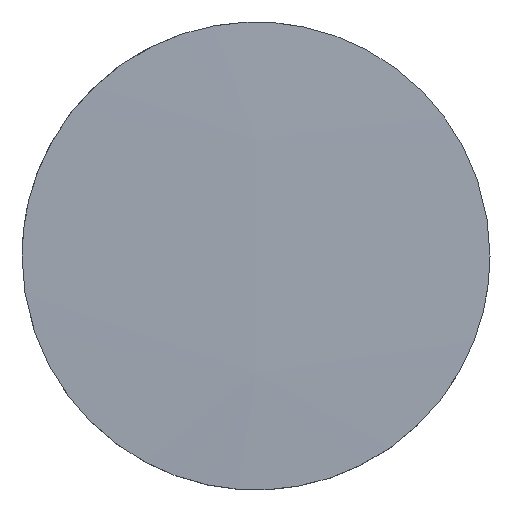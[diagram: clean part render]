
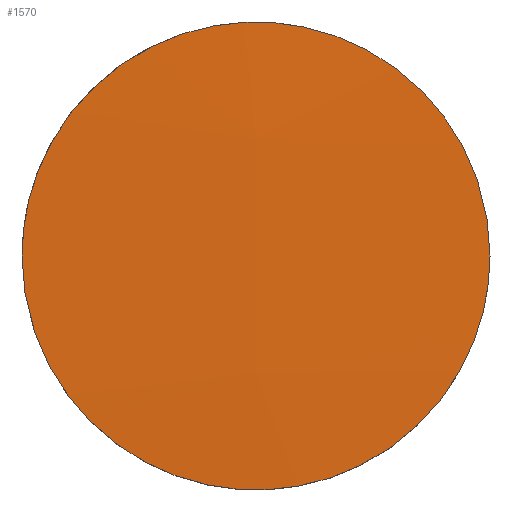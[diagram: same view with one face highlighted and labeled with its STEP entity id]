
A CAD part, top view. The second image highlights one B-rep face of the part: STEP entity #1570.
In plain terms, the highlighted spherical face has radius 577.63 mm.
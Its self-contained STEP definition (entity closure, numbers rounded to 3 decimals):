
#190 = CARTESIAN_POINT ('', (-19.05, 0., 8.586));
#200 = VERTEX_POINT ('', #190);
#260 = CARTESIAN_POINT ('', (19.05, 0., 8.586));
#270 = VERTEX_POINT ('', #260);
#280 = CARTESIAN_POINT ('', (19.05, 0., 8.586));
#290 = CARTESIAN_POINT ('', (19.05, 19.05, 8.586));
#300 = CARTESIAN_POINT ('', (0., 19.05, 8.586));
#310 = CARTESIAN_POINT ('', (-19.05, 19.05, 8.586));
#320 = CARTESIAN_POINT ('', (-19.05, 0., 8.586));
#330 = (
   BOUNDED_CURVE ()
   B_SPLINE_CURVE (2, (#280, #290, #300, #310, #320), .UNSPECIFIED., .F., .U.)
   B_SPLINE_CURVE_WITH_KNOTS ((3, 2, 3), (0., 1.571, 3.142), .UNSPECIFIED.)
   CURVE ()
   GEOMETRIC_REPRESENTATION_ITEM ()
   RATIONAL_B_SPLINE_CURVE ((1., 0.707, 1., 0.707, 1.))
   REPRESENTATION_ITEM ('')
);
#340 = EDGE_CURVE ('', #270, #200, #330, .T.);
#580 = CARTESIAN_POINT ('', (-19.05, 0., 8.586));
#590 = CARTESIAN_POINT ('', (-19.05, -19.05, 8.586));
#600 = CARTESIAN_POINT ('', (0., -19.05, 8.586));
#610 = CARTESIAN_POINT ('', (19.05, -19.05, 8.586));
#620 = CARTESIAN_POINT ('', (19.05, 0., 8.586));
#630 = (
   BOUNDED_CURVE ()
   B_SPLINE_CURVE (2, (#580, #590, #600, #610, #620), .UNSPECIFIED., .F., .U.)
   B_SPLINE_CURVE_WITH_KNOTS ((3, 2, 3), (3.142, 4.712, 6.283), .UNSPECIFIED.)
   CURVE ()
   GEOMETRIC_REPRESENTATION_ITEM ()
   RATIONAL_B_SPLINE_CURVE ((1., 0.707, 1., 0.707, 1.))
   REPRESENTATION_ITEM ('')
);
#640 = EDGE_CURVE ('', #200, #270, #630, .T.);
#1480 = ORIENTED_EDGE ('', *, *, #340, .T.);
#1490 = ORIENTED_EDGE ('', *, *, #640, .T.);
#1500 = EDGE_LOOP ('', (#1480, #1490));
#1510 = FACE_OUTER_BOUND ('', #1500, .T.);
#1520 = CARTESIAN_POINT ('', (0., 0., -568.73));
#1530 = DIRECTION ('', (-1., 0., 0.));
#1540 = DIRECTION ('', (0., -1., 0.));
#1550 = AXIS2_PLACEMENT_3D ('', #1520, #1530, #1540);
#1560 = SPHERICAL_SURFACE ('', #1550, 577.63);
#1570 = ADVANCED_FACE ('', (#1510), #1560, .T.);
